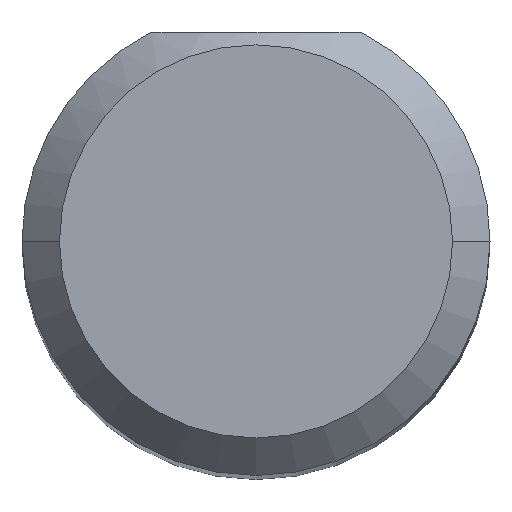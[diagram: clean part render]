
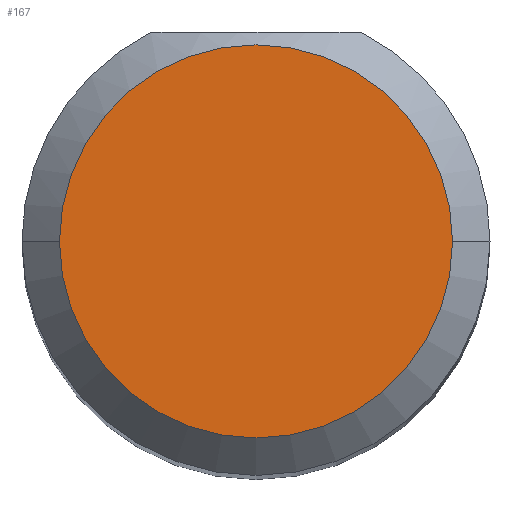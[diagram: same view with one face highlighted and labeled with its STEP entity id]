
A CAD part, top view. The second image highlights one B-rep face of the part: STEP entity #167.
In plain terms, the highlighted planar face has unit normal (0, 0, 1).
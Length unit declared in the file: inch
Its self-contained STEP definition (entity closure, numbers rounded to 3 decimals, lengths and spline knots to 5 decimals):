
#59 = EDGE_LOOP ( 'NONE', ( #306, #1037 ) ) ;
#61 = DIRECTION ( 'NONE',  ( 0., 0., 1. ) ) ;
#129 = AXIS2_PLACEMENT_3D ( 'NONE', #486, #1101, #389 ) ;
#130 = EDGE_CURVE ( 'NONE', #1087, #892, #730, .T. ) ;
#137 = CARTESIAN_POINT ( 'NONE',  ( 0., 0., 2. ) ) ;
#167 = ADVANCED_FACE ( 'NONE', ( #224 ), #759, .T. ) ;
#224 = FACE_OUTER_BOUND ( 'NONE', #59, .T. ) ;
#254 = CARTESIAN_POINT ( 'NONE',  ( 0., 0., 2. ) ) ;
#306 = ORIENTED_EDGE ( 'NONE', *, *, #376, .T. ) ;
#376 = EDGE_CURVE ( 'NONE', #892, #1087, #1040, .T. ) ;
#389 = DIRECTION ( 'NONE',  ( 1., 0., 0. ) ) ;
#486 = CARTESIAN_POINT ( 'NONE',  ( 0., 0., 2. ) ) ;
#516 = DIRECTION ( 'NONE',  ( 0., 0., 1. ) ) ;
#521 = DIRECTION ( 'NONE',  ( 1., 0., 0. ) ) ;
#656 = AXIS2_PLACEMENT_3D ( 'NONE', #254, #516, #521 ) ;
#730 = CIRCLE ( 'NONE', #802, 0.07875 ) ;
#759 = PLANE ( 'NONE',  #129 ) ;
#770 = CARTESIAN_POINT ( 'NONE',  ( -0.07875, 0., 2. ) ) ;
#802 = AXIS2_PLACEMENT_3D ( 'NONE', #137, #61, #1100 ) ;
#883 = CARTESIAN_POINT ( 'NONE',  ( 0.07875, 0., 2. ) ) ;
#892 = VERTEX_POINT ( 'NONE', #770 ) ;
#1037 = ORIENTED_EDGE ( 'NONE', *, *, #130, .T. ) ;
#1040 = CIRCLE ( 'NONE', #656, 0.07875 ) ;
#1087 = VERTEX_POINT ( 'NONE', #883 ) ;
#1100 = DIRECTION ( 'NONE',  ( 1., 0., 0. ) ) ;
#1101 = DIRECTION ( 'NONE',  ( 0., 0., 1. ) ) ;
